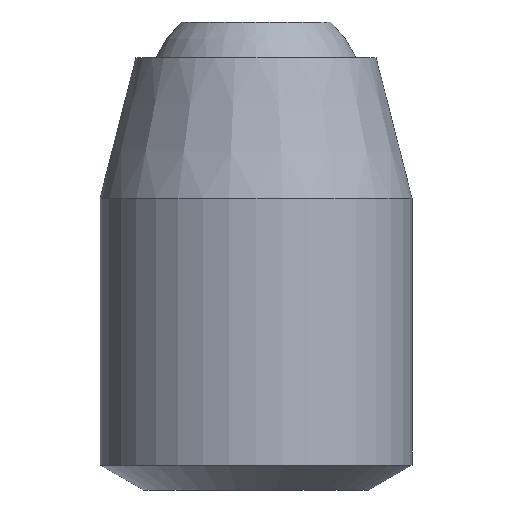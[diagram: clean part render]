
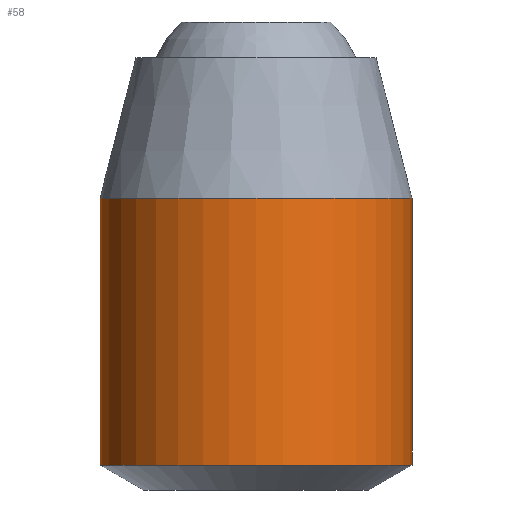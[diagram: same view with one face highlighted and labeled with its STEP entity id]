
A CAD part, front view. The second image highlights one B-rep face of the part: STEP entity #58.
In plain terms, the highlighted cylindrical face has radius 5 mm (diameter 10 mm), a full revolution.
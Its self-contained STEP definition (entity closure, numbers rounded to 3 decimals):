
#58 = ADVANCED_FACE( '', ( #125, #126 ), #127, .T. );
#125 = FACE_OUTER_BOUND( '', #199, .T. );
#126 = FACE_OUTER_BOUND( '', #200, .T. );
#127 = CYLINDRICAL_SURFACE( '', #201, 5. );
#199 = EDGE_LOOP( '', ( #303 ) );
#200 = EDGE_LOOP( '', ( #304 ) );
#201 = AXIS2_PLACEMENT_3D( '', #305, #306, #307 );
#303 = ORIENTED_EDGE( '', *, *, #430, .T. );
#304 = ORIENTED_EDGE( '', *, *, #431, .T. );
#305 = CARTESIAN_POINT( '', ( 0., 0., 13.85 ) );
#306 = DIRECTION( '', ( 0., 0., 1. ) );
#307 = DIRECTION( '', ( -1., 0., 0. ) );
#430 = EDGE_CURVE( '', #506, #506, #507, .T. );
#431 = EDGE_CURVE( '', #508, #508, #509, .F. );
#506 = VERTEX_POINT( '', #603 );
#507 = CIRCLE( '', #604, 5. );
#508 = VERTEX_POINT( '', #605 );
#509 = CIRCLE( '', #606, 5. );
#603 = CARTESIAN_POINT( '', ( 5., 0., 0.8 ) );
#604 = AXIS2_PLACEMENT_3D( '', #680, #681, #682 );
#605 = CARTESIAN_POINT( '', ( 5., 0., 9.35 ) );
#606 = AXIS2_PLACEMENT_3D( '', #683, #684, #685 );
#680 = CARTESIAN_POINT( '', ( 0., 0., 0.8 ) );
#681 = DIRECTION( '', ( 0., 0., 1. ) );
#682 = DIRECTION( '', ( 1., 0., 0. ) );
#683 = CARTESIAN_POINT( '', ( 0., 0., 9.35 ) );
#684 = DIRECTION( '', ( 0., 0., 1. ) );
#685 = DIRECTION( '', ( 1., 0., 0. ) );
